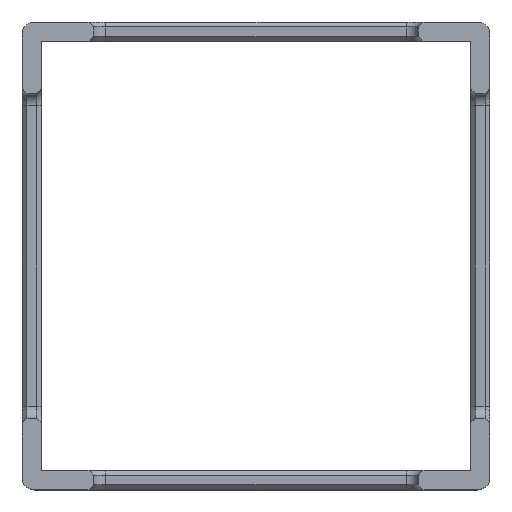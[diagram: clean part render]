
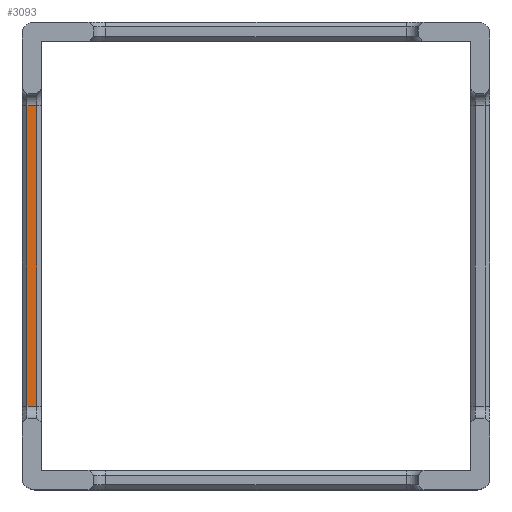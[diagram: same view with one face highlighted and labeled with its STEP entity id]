
A CAD part, top view. The second image highlights one B-rep face of the part: STEP entity #3093.
In plain terms, the highlighted planar face has unit normal (0, 0, 1).
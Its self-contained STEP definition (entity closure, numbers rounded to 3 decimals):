
#241 = PLANE('',#242);
#242 = AXIS2_PLACEMENT_3D('',#243,#244,#245);
#243 = CARTESIAN_POINT('',(-97.,-63.,54.));
#244 = DIRECTION('',(-0.707,0.,0.707));
#245 = DIRECTION('',(-0.,-1.,-0.));
#676 = VERTEX_POINT('',#677);
#677 = CARTESIAN_POINT('',(-96.,-63.,55.));
#711 = CYLINDRICAL_SURFACE('',#712,5.);
#712 = AXIS2_PLACEMENT_3D('',#713,#714,#715);
#713 = CARTESIAN_POINT('',(-98.,-63.,60.));
#714 = DIRECTION('',(1.,0.,0.));
#715 = DIRECTION('',(0.,-1.,0.));
#1005 = VERTEX_POINT('',#1006);
#1006 = CARTESIAN_POINT('',(-96.,63.,55.));
#1025 = EDGE_CURVE('',#676,#1005,#1026,.T.);
#1026 = SURFACE_CURVE('',#1027,(#1031,#1038),.PCURVE_S1.);
#1027 = LINE('',#1028,#1029);
#1028 = CARTESIAN_POINT('',(-96.,-63.,55.));
#1029 = VECTOR('',#1030,1.);
#1030 = DIRECTION('',(0.,1.,0.));
#1031 = PCURVE('',#241,#1032);
#1032 = DEFINITIONAL_REPRESENTATION('',(#1033),#1037);
#1033 = LINE('',#1034,#1035);
#1034 = CARTESIAN_POINT('',(-0.,1.414));
#1035 = VECTOR('',#1036,1.);
#1036 = DIRECTION('',(-1.,0.));
#1037 = ( GEOMETRIC_REPRESENTATION_CONTEXT(2) 
PARAMETRIC_REPRESENTATION_CONTEXT() REPRESENTATION_CONTEXT('2D SPACE',''
  ) );
#1038 = PCURVE('',#1039,#1044);
#1039 = PLANE('',#1040);
#1040 = AXIS2_PLACEMENT_3D('',#1041,#1042,#1043);
#1041 = CARTESIAN_POINT('',(0.,0.,55.));
#1042 = DIRECTION('',(-0.,-0.,-1.));
#1043 = DIRECTION('',(-1.,0.,0.));
#1044 = DEFINITIONAL_REPRESENTATION('',(#1045),#1049);
#1045 = LINE('',#1046,#1047);
#1046 = CARTESIAN_POINT('',(96.,-63.));
#1047 = VECTOR('',#1048,1.);
#1048 = DIRECTION('',(0.,1.));
#1049 = ( GEOMETRIC_REPRESENTATION_CONTEXT(2) 
PARAMETRIC_REPRESENTATION_CONTEXT() REPRESENTATION_CONTEXT('2D SPACE',''
  ) );
#1146 = CYLINDRICAL_SURFACE('',#1147,5.);
#1147 = AXIS2_PLACEMENT_3D('',#1148,#1149,#1150);
#1148 = CARTESIAN_POINT('',(-98.,63.,60.));
#1149 = DIRECTION('',(1.,0.,0.));
#1150 = DIRECTION('',(0.,0.,-1.));
#1868 = PLANE('',#1869);
#1869 = AXIS2_PLACEMENT_3D('',#1870,#1871,#1872);
#1870 = CARTESIAN_POINT('',(-91.,-63.,54.));
#1871 = DIRECTION('',(-0.707,0.,-0.707));
#1872 = DIRECTION('',(0.,1.,0.));
#2178 = EDGE_CURVE('',#676,#2179,#2181,.T.);
#2179 = VERTEX_POINT('',#2180);
#2180 = CARTESIAN_POINT('',(-92.,-63.,55.));
#2181 = SURFACE_CURVE('',#2182,(#2186,#2193),.PCURVE_S1.);
#2182 = LINE('',#2183,#2184);
#2183 = CARTESIAN_POINT('',(-98.,-63.,55.));
#2184 = VECTOR('',#2185,1.);
#2185 = DIRECTION('',(1.,0.,0.));
#2186 = PCURVE('',#711,#2187);
#2187 = DEFINITIONAL_REPRESENTATION('',(#2188),#2192);
#2188 = LINE('',#2189,#2190);
#2189 = CARTESIAN_POINT('',(1.571,0.));
#2190 = VECTOR('',#2191,1.);
#2191 = DIRECTION('',(0.,1.));
#2192 = ( GEOMETRIC_REPRESENTATION_CONTEXT(2) 
PARAMETRIC_REPRESENTATION_CONTEXT() REPRESENTATION_CONTEXT('2D SPACE',''
  ) );
#2193 = PCURVE('',#1039,#2194);
#2194 = DEFINITIONAL_REPRESENTATION('',(#2195),#2199);
#2195 = LINE('',#2196,#2197);
#2196 = CARTESIAN_POINT('',(98.,-63.));
#2197 = VECTOR('',#2198,1.);
#2198 = DIRECTION('',(-1.,0.));
#2199 = ( GEOMETRIC_REPRESENTATION_CONTEXT(2) 
PARAMETRIC_REPRESENTATION_CONTEXT() REPRESENTATION_CONTEXT('2D SPACE',''
  ) );
#3093 = ADVANCED_FACE('',(#3094),#1039,.F.);
#3094 = FACE_BOUND('',#3095,.F.);
#3095 = EDGE_LOOP('',(#3096,#3119,#3140,#3141));
#3096 = ORIENTED_EDGE('',*,*,#3097,.T.);
#3097 = EDGE_CURVE('',#1005,#3098,#3100,.T.);
#3098 = VERTEX_POINT('',#3099);
#3099 = CARTESIAN_POINT('',(-92.,63.,55.));
#3100 = SURFACE_CURVE('',#3101,(#3105,#3112),.PCURVE_S1.);
#3101 = LINE('',#3102,#3103);
#3102 = CARTESIAN_POINT('',(-98.,63.,55.));
#3103 = VECTOR('',#3104,1.);
#3104 = DIRECTION('',(1.,0.,0.));
#3105 = PCURVE('',#1039,#3106);
#3106 = DEFINITIONAL_REPRESENTATION('',(#3107),#3111);
#3107 = LINE('',#3108,#3109);
#3108 = CARTESIAN_POINT('',(98.,63.));
#3109 = VECTOR('',#3110,1.);
#3110 = DIRECTION('',(-1.,0.));
#3111 = ( GEOMETRIC_REPRESENTATION_CONTEXT(2) 
PARAMETRIC_REPRESENTATION_CONTEXT() REPRESENTATION_CONTEXT('2D SPACE',''
  ) );
#3112 = PCURVE('',#1146,#3113);
#3113 = DEFINITIONAL_REPRESENTATION('',(#3114),#3118);
#3114 = LINE('',#3115,#3116);
#3115 = CARTESIAN_POINT('',(0.,0.));
#3116 = VECTOR('',#3117,1.);
#3117 = DIRECTION('',(0.,1.));
#3118 = ( GEOMETRIC_REPRESENTATION_CONTEXT(2) 
PARAMETRIC_REPRESENTATION_CONTEXT() REPRESENTATION_CONTEXT('2D SPACE',''
  ) );
#3119 = ORIENTED_EDGE('',*,*,#3120,.F.);
#3120 = EDGE_CURVE('',#2179,#3098,#3121,.T.);
#3121 = SURFACE_CURVE('',#3122,(#3126,#3133),.PCURVE_S1.);
#3122 = LINE('',#3123,#3124);
#3123 = CARTESIAN_POINT('',(-92.,-63.,55.));
#3124 = VECTOR('',#3125,1.);
#3125 = DIRECTION('',(-0.,1.,-0.));
#3126 = PCURVE('',#1039,#3127);
#3127 = DEFINITIONAL_REPRESENTATION('',(#3128),#3132);
#3128 = LINE('',#3129,#3130);
#3129 = CARTESIAN_POINT('',(92.,-63.));
#3130 = VECTOR('',#3131,1.);
#3131 = DIRECTION('',(0.,1.));
#3132 = ( GEOMETRIC_REPRESENTATION_CONTEXT(2) 
PARAMETRIC_REPRESENTATION_CONTEXT() REPRESENTATION_CONTEXT('2D SPACE',''
  ) );
#3133 = PCURVE('',#1868,#3134);
#3134 = DEFINITIONAL_REPRESENTATION('',(#3135),#3139);
#3135 = LINE('',#3136,#3137);
#3136 = CARTESIAN_POINT('',(0.,-1.414));
#3137 = VECTOR('',#3138,1.);
#3138 = DIRECTION('',(1.,0.));
#3139 = ( GEOMETRIC_REPRESENTATION_CONTEXT(2) 
PARAMETRIC_REPRESENTATION_CONTEXT() REPRESENTATION_CONTEXT('2D SPACE',''
  ) );
#3140 = ORIENTED_EDGE('',*,*,#2178,.F.);
#3141 = ORIENTED_EDGE('',*,*,#1025,.T.);
